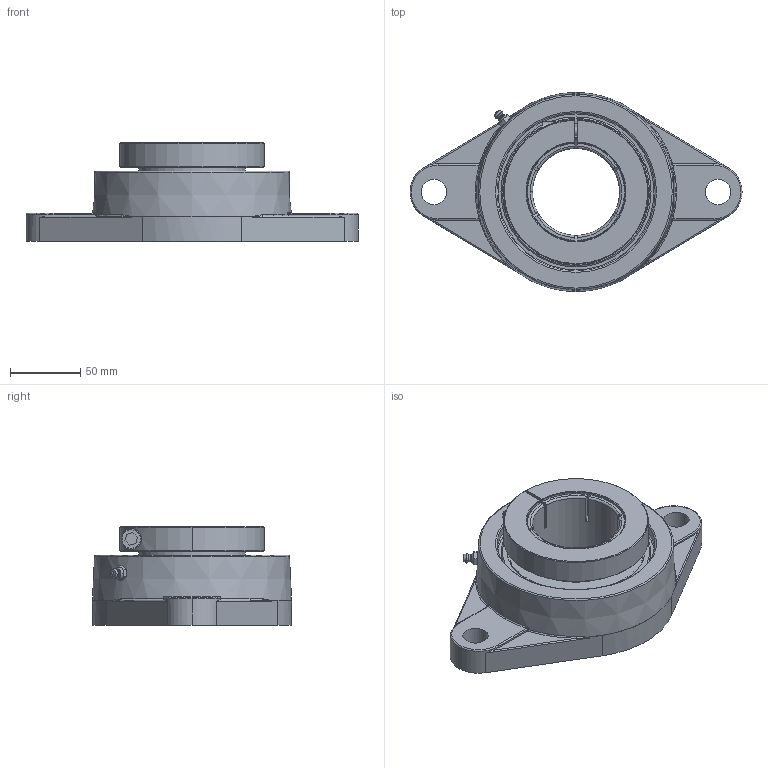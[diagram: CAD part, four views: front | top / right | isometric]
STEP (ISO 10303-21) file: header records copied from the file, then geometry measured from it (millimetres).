
FILE_DESCRIPTION(('HOOPS Exchange Step'),'2;1');
FILE_NAME('export-4C5D6790-A5A5-4723-9F4E-3CFD77E95025.stp','2019-12-13T09:44:41-08:00',('ibuslach'),('Alibre'),'HOOPS Exchange 2019.2','Alibre','Unknown authorisation');
FILE_SCHEMA( ('AP242_MANAGED_MODEL_BASED_3D_ENGINEERING_MIM_LF {1 0 10303 442 1 1 4 }') );
Length unit declared in the file: centimetre
Products named in the file (8): MRN SFT 212; UCP ZERK 6mm; SUE 212-39 RACES; SUE 212 BOLT; SUE 212 LOCK RING; SUE 212 SHIELD; MRN SUE 212-39; MRN SUEFT 212-39
Assembly tree (8 placements, depth 3):
  MRN SUEFT 212-39
    MRN SFT 212
    UCP ZERK 6mm
    MRN SUE 212-39
      SUE 212-39 RACES
      SUE 212 BOLT
      SUE 212 LOCK RING
      SUE 212 SHIELD  x2
Bounding box: 236 x 141.5 x 70.2 mm (x, y, z)
Volume: 600091.5 mm3; surface area: 155236 mm2
Topology: 8 solids, 8 shells, 259 faces, 705 edges, 460 vertices
Faces by surface type: plane 87, cylinder 68, cone 41, torus 38, bspline 16, sphere 9
Full cylindrical faces by diameter (mm): 1.981 x2, 6 x2, 6.647 x2, 8.4 x1, 13 x1, 18 x2, 61.913 x1, 76 x4, 77.016 x2, 96 x2, 98 x2, 112.635 x1, 114.635 x1
Entity records: 17705 total; most frequent: CARTESIAN_POINT 11178, ORIENTED_EDGE 1358, DIRECTION 1347, EDGE_CURVE 679, AXIS2_PLACEMENT_3D 557, VERTEX_POINT 446, CIRCLE 297, EDGE_LOOP 279
